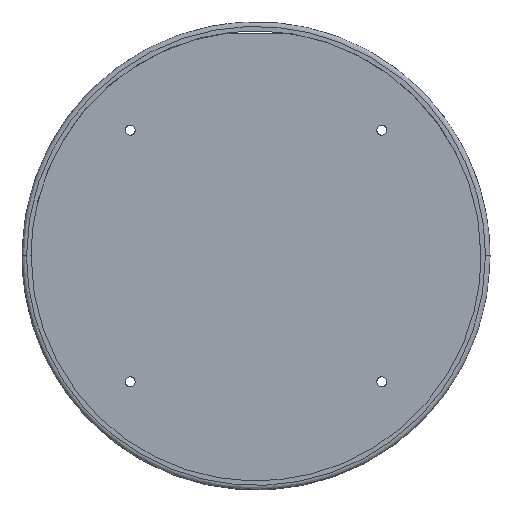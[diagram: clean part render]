
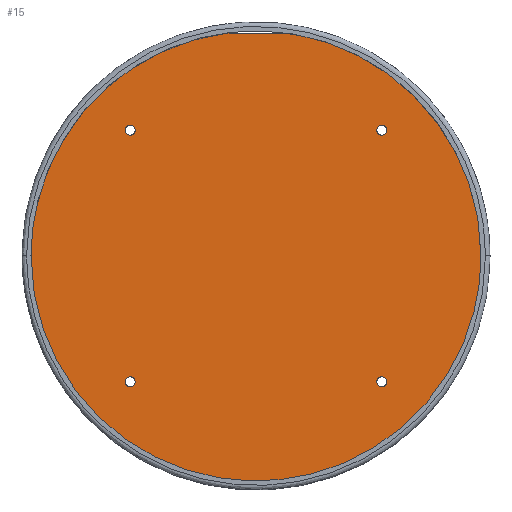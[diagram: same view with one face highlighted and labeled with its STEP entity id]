
A CAD part, top view. The second image highlights one B-rep face of the part: STEP entity #15.
In plain terms, the highlighted planar face has unit normal (0, 0, 1).
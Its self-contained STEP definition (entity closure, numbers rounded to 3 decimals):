
#15=ADVANCED_FACE('',(#90,#80,#81,#82,#83),#897,.T.);
#80=FACE_BOUND('',#157,.T.);
#81=FACE_BOUND('',#158,.T.);
#82=FACE_BOUND('',#159,.T.);
#83=FACE_BOUND('',#160,.T.);
#90=FACE_OUTER_BOUND('',#156,.T.);
#156=EDGE_LOOP('',(#245,#246,#247,#248,#249,#250));
#157=EDGE_LOOP('',(#251,#252));
#158=EDGE_LOOP('',(#253,#254));
#159=EDGE_LOOP('',(#255,#256));
#160=EDGE_LOOP('',(#257,#258));
#245=ORIENTED_EDGE('',*,*,#534,.T.);
#246=ORIENTED_EDGE('',*,*,#535,.T.);
#247=ORIENTED_EDGE('',*,*,#542,.T.);
#248=ORIENTED_EDGE('',*,*,#588,.T.);
#249=ORIENTED_EDGE('',*,*,#496,.T.);
#250=ORIENTED_EDGE('',*,*,#536,.T.);
#251=ORIENTED_EDGE('',*,*,#590,.F.);
#252=ORIENTED_EDGE('',*,*,#497,.F.);
#253=ORIENTED_EDGE('',*,*,#593,.F.);
#254=ORIENTED_EDGE('',*,*,#498,.F.);
#255=ORIENTED_EDGE('',*,*,#596,.F.);
#256=ORIENTED_EDGE('',*,*,#499,.F.);
#257=ORIENTED_EDGE('',*,*,#599,.F.);
#258=ORIENTED_EDGE('',*,*,#500,.F.);
#496=EDGE_CURVE('',#766,#797,#649,.T.);
#497=EDGE_CURVE('',#768,#827,#650,.T.);
#498=EDGE_CURVE('',#769,#829,#651,.T.);
#499=EDGE_CURVE('',#770,#831,#652,.T.);
#500=EDGE_CURVE('',#771,#833,#653,.T.);
#534=EDGE_CURVE('',#794,#795,#631,.T.);
#535=EDGE_CURVE('',#795,#796,#632,.T.);
#536=EDGE_CURVE('',#797,#794,#633,.T.);
#542=EDGE_CURVE('',#796,#824,#687,.T.);
#588=EDGE_CURVE('',#824,#766,#724,.T.);
#590=EDGE_CURVE('',#827,#768,#726,.T.);
#593=EDGE_CURVE('',#829,#769,#729,.T.);
#596=EDGE_CURVE('',#831,#770,#732,.T.);
#599=EDGE_CURVE('',#833,#771,#735,.T.);
#631=B_SPLINE_CURVE_WITH_KNOTS('',1,(#1562,#1563),.UNSPECIFIED.,.F.,.F.,
(2,2),(0.,11.94),.UNSPECIFIED.);
#632=B_SPLINE_CURVE_WITH_KNOTS('',1,(#1564,#1565),.UNSPECIFIED.,.F.,.F.,
(2,2),(0.,0.142),.UNSPECIFIED.);
#633=B_SPLINE_CURVE_WITH_KNOTS('',1,(#1566,#1567),.UNSPECIFIED.,.F.,.F.,
(2,2),(-0.142,0.),.UNSPECIFIED.);
#649=(
BOUNDED_CURVE()
B_SPLINE_CURVE(2,(#1413,#1414,#1415),.UNSPECIFIED.,.F.,.F.)
B_SPLINE_CURVE_WITH_KNOTS((3,3),(0.,71.326),.UNSPECIFIED.)
CURVE()
GEOMETRIC_REPRESENTATION_ITEM()
RATIONAL_B_SPLINE_CURVE((1.,0.748,1.))
REPRESENTATION_ITEM('')
);
#650=(
BOUNDED_CURVE()
B_SPLINE_CURVE(2,(#1416,#1417,#1418,#1419,#1420),.UNSPECIFIED.,.F.,.F.)
B_SPLINE_CURVE_WITH_KNOTS((3,2,3),(0.,1.728,3.456),
 .UNSPECIFIED.)
CURVE()
GEOMETRIC_REPRESENTATION_ITEM()
RATIONAL_B_SPLINE_CURVE((1.,0.707,1.,0.707,1.))
REPRESENTATION_ITEM('')
);
#651=(
BOUNDED_CURVE()
B_SPLINE_CURVE(2,(#1421,#1422,#1423,#1424,#1425),.UNSPECIFIED.,.F.,.F.)
B_SPLINE_CURVE_WITH_KNOTS((3,2,3),(0.,1.728,3.456),
 .UNSPECIFIED.)
CURVE()
GEOMETRIC_REPRESENTATION_ITEM()
RATIONAL_B_SPLINE_CURVE((1.,0.707,1.,0.707,1.))
REPRESENTATION_ITEM('')
);
#652=(
BOUNDED_CURVE()
B_SPLINE_CURVE(2,(#1426,#1427,#1428,#1429,#1430),.UNSPECIFIED.,.F.,.F.)
B_SPLINE_CURVE_WITH_KNOTS((3,2,3),(0.,1.728,3.456),
 .UNSPECIFIED.)
CURVE()
GEOMETRIC_REPRESENTATION_ITEM()
RATIONAL_B_SPLINE_CURVE((1.,0.707,1.,0.707,1.))
REPRESENTATION_ITEM('')
);
#653=(
BOUNDED_CURVE()
B_SPLINE_CURVE(2,(#1431,#1432,#1433,#1434,#1435),.UNSPECIFIED.,.F.,.F.)
B_SPLINE_CURVE_WITH_KNOTS((3,2,3),(0.,1.728,3.456),
 .UNSPECIFIED.)
CURVE()
GEOMETRIC_REPRESENTATION_ITEM()
RATIONAL_B_SPLINE_CURVE((1.,0.707,1.,0.707,1.))
REPRESENTATION_ITEM('')
);
#687=(
BOUNDED_CURVE()
B_SPLINE_CURVE(2,(#1595,#1596,#1597),.UNSPECIFIED.,.F.,.F.)
B_SPLINE_CURVE_WITH_KNOTS((3,3),(84.183,155.509),
 .UNSPECIFIED.)
CURVE()
GEOMETRIC_REPRESENTATION_ITEM()
RATIONAL_B_SPLINE_CURVE((1.,0.748,1.))
REPRESENTATION_ITEM('')
);
#724=(
BOUNDED_CURVE()
B_SPLINE_CURVE(2,(#1751,#1752,#1753,#1754,#1755),.UNSPECIFIED.,.F.,.F.)
B_SPLINE_CURVE_WITH_KNOTS((3,2,3),(155.509,233.263,311.018),
 .UNSPECIFIED.)
CURVE()
GEOMETRIC_REPRESENTATION_ITEM()
RATIONAL_B_SPLINE_CURVE((1.,0.707,1.,0.707,1.))
REPRESENTATION_ITEM('')
);
#726=(
BOUNDED_CURVE()
B_SPLINE_CURVE(2,(#1758,#1759,#1760,#1761,#1762),.UNSPECIFIED.,.F.,.F.)
B_SPLINE_CURVE_WITH_KNOTS((3,2,3),(3.456,5.184,6.912),
 .UNSPECIFIED.)
CURVE()
GEOMETRIC_REPRESENTATION_ITEM()
RATIONAL_B_SPLINE_CURVE((1.,0.707,1.,0.707,1.))
REPRESENTATION_ITEM('')
);
#729=(
BOUNDED_CURVE()
B_SPLINE_CURVE(2,(#1770,#1771,#1772,#1773,#1774),.UNSPECIFIED.,.F.,.F.)
B_SPLINE_CURVE_WITH_KNOTS((3,2,3),(3.456,5.184,6.912),
 .UNSPECIFIED.)
CURVE()
GEOMETRIC_REPRESENTATION_ITEM()
RATIONAL_B_SPLINE_CURVE((1.,0.707,1.,0.707,1.))
REPRESENTATION_ITEM('')
);
#732=(
BOUNDED_CURVE()
B_SPLINE_CURVE(2,(#1782,#1783,#1784,#1785,#1786),.UNSPECIFIED.,.F.,.F.)
B_SPLINE_CURVE_WITH_KNOTS((3,2,3),(3.456,5.184,6.912),
 .UNSPECIFIED.)
CURVE()
GEOMETRIC_REPRESENTATION_ITEM()
RATIONAL_B_SPLINE_CURVE((1.,0.707,1.,0.707,1.))
REPRESENTATION_ITEM('')
);
#735=(
BOUNDED_CURVE()
B_SPLINE_CURVE(2,(#1794,#1795,#1796,#1797,#1798),.UNSPECIFIED.,.F.,.F.)
B_SPLINE_CURVE_WITH_KNOTS((3,2,3),(3.456,5.184,6.912),
 .UNSPECIFIED.)
CURVE()
GEOMETRIC_REPRESENTATION_ITEM()
RATIONAL_B_SPLINE_CURVE((1.,0.707,1.,0.707,1.))
REPRESENTATION_ITEM('')
);
#766=VERTEX_POINT('',#1319);
#768=VERTEX_POINT('',#1321);
#769=VERTEX_POINT('',#1322);
#770=VERTEX_POINT('',#1323);
#771=VERTEX_POINT('',#1324);
#794=VERTEX_POINT('',#1347);
#795=VERTEX_POINT('',#1348);
#796=VERTEX_POINT('',#1349);
#797=VERTEX_POINT('',#1350);
#824=VERTEX_POINT('',#1377);
#827=VERTEX_POINT('',#1380);
#829=VERTEX_POINT('',#1382);
#831=VERTEX_POINT('',#1384);
#833=VERTEX_POINT('',#1386);
#897=PLANE('',#1000);
#1000=AXIS2_PLACEMENT_3D('',#1104,#1052,$);
#1052=DIRECTION('',(0.,0.,1.));
#1104=CARTESIAN_POINT('',(-51.,-51.,2.5));
#1319=CARTESIAN_POINT('',(50.,0.,2.5));
#1321=CARTESIAN_POINT('',(29.048,27.948,2.5));
#1322=CARTESIAN_POINT('',(29.048,-27.948,2.5));
#1323=CARTESIAN_POINT('',(-26.848,-27.948,2.5));
#1324=CARTESIAN_POINT('',(-26.848,27.948,2.5));
#1347=CARTESIAN_POINT('',(5.97,49.5,2.5));
#1348=CARTESIAN_POINT('',(-5.97,49.5,2.5));
#1349=CARTESIAN_POINT('',(-5.97,49.642,2.5));
#1350=CARTESIAN_POINT('',(5.97,49.642,2.5));
#1377=CARTESIAN_POINT('',(-50.,0.,2.5));
#1380=CARTESIAN_POINT('',(26.848,27.948,2.5));
#1382=CARTESIAN_POINT('',(26.848,-27.948,2.5));
#1384=CARTESIAN_POINT('',(-29.048,-27.948,2.5));
#1386=CARTESIAN_POINT('',(-29.048,27.948,2.5));
#1413=CARTESIAN_POINT('',(50.,0.,2.5));
#1414=CARTESIAN_POINT('',(50.,44.347,2.5));
#1415=CARTESIAN_POINT('',(5.97,49.642,2.5));
#1416=CARTESIAN_POINT('',(29.048,27.948,2.5));
#1417=CARTESIAN_POINT('',(29.048,29.048,2.5));
#1418=CARTESIAN_POINT('',(27.948,29.048,2.5));
#1419=CARTESIAN_POINT('',(26.848,29.048,2.5));
#1420=CARTESIAN_POINT('',(26.848,27.948,2.5));
#1421=CARTESIAN_POINT('',(29.048,-27.948,2.5));
#1422=CARTESIAN_POINT('',(29.048,-26.848,2.5));
#1423=CARTESIAN_POINT('',(27.948,-26.848,2.5));
#1424=CARTESIAN_POINT('',(26.848,-26.848,2.5));
#1425=CARTESIAN_POINT('',(26.848,-27.948,2.5));
#1426=CARTESIAN_POINT('',(-26.848,-27.948,2.5));
#1427=CARTESIAN_POINT('',(-26.848,-26.848,2.5));
#1428=CARTESIAN_POINT('',(-27.948,-26.848,2.5));
#1429=CARTESIAN_POINT('',(-29.048,-26.848,2.5));
#1430=CARTESIAN_POINT('',(-29.048,-27.948,2.5));
#1431=CARTESIAN_POINT('',(-26.848,27.948,2.5));
#1432=CARTESIAN_POINT('',(-26.848,29.048,2.5));
#1433=CARTESIAN_POINT('',(-27.948,29.048,2.5));
#1434=CARTESIAN_POINT('',(-29.048,29.048,2.5));
#1435=CARTESIAN_POINT('',(-29.048,27.948,2.5));
#1562=CARTESIAN_POINT('',(5.97,49.5,2.5));
#1563=CARTESIAN_POINT('',(-5.97,49.5,2.5));
#1564=CARTESIAN_POINT('',(-5.97,49.5,2.5));
#1565=CARTESIAN_POINT('',(-5.97,49.642,2.5));
#1566=CARTESIAN_POINT('',(5.97,49.642,2.5));
#1567=CARTESIAN_POINT('',(5.97,49.5,2.5));
#1595=CARTESIAN_POINT('',(-5.97,49.642,2.5));
#1596=CARTESIAN_POINT('',(-50.,44.347,2.5));
#1597=CARTESIAN_POINT('',(-50.,0.,2.5));
#1751=CARTESIAN_POINT('',(-50.,0.,2.5));
#1752=CARTESIAN_POINT('',(-50.,-50.,2.5));
#1753=CARTESIAN_POINT('',(0.,-50.,2.5));
#1754=CARTESIAN_POINT('',(50.,-50.,2.5));
#1755=CARTESIAN_POINT('',(50.,0.,2.5));
#1758=CARTESIAN_POINT('',(26.848,27.948,2.5));
#1759=CARTESIAN_POINT('',(26.848,26.848,2.5));
#1760=CARTESIAN_POINT('',(27.948,26.848,2.5));
#1761=CARTESIAN_POINT('',(29.048,26.848,2.5));
#1762=CARTESIAN_POINT('',(29.048,27.948,2.5));
#1770=CARTESIAN_POINT('',(26.848,-27.948,2.5));
#1771=CARTESIAN_POINT('',(26.848,-29.048,2.5));
#1772=CARTESIAN_POINT('',(27.948,-29.048,2.5));
#1773=CARTESIAN_POINT('',(29.048,-29.048,2.5));
#1774=CARTESIAN_POINT('',(29.048,-27.948,2.5));
#1782=CARTESIAN_POINT('',(-29.048,-27.948,2.5));
#1783=CARTESIAN_POINT('',(-29.048,-29.048,2.5));
#1784=CARTESIAN_POINT('',(-27.948,-29.048,2.5));
#1785=CARTESIAN_POINT('',(-26.848,-29.048,2.5));
#1786=CARTESIAN_POINT('',(-26.848,-27.948,2.5));
#1794=CARTESIAN_POINT('',(-29.048,27.948,2.5));
#1795=CARTESIAN_POINT('',(-29.048,26.848,2.5));
#1796=CARTESIAN_POINT('',(-27.948,26.848,2.5));
#1797=CARTESIAN_POINT('',(-26.848,26.848,2.5));
#1798=CARTESIAN_POINT('',(-26.848,27.948,2.5));
